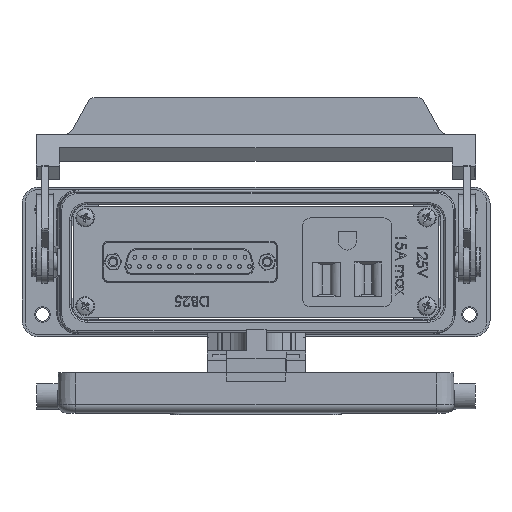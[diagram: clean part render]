
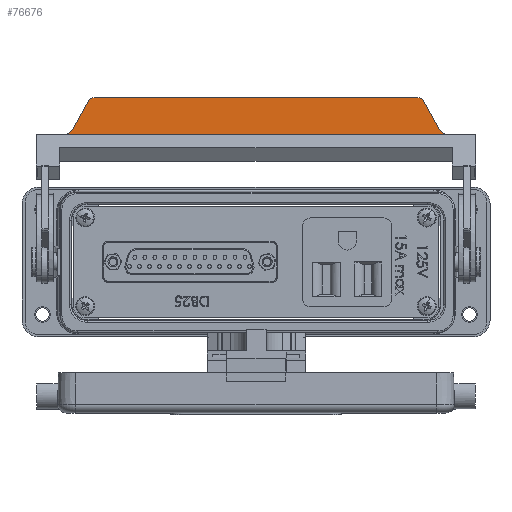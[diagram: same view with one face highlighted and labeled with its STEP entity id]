
A CAD part, top view. The second image highlights one B-rep face of the part: STEP entity #76676.
In plain terms, the highlighted planar face has unit normal (0, 0.017, 1).
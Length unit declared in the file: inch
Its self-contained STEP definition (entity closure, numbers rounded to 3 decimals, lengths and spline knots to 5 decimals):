
#1389 = VERTEX_POINT ( 'NONE', #62459 ) ;
#1569 = LINE ( 'NONE', #64504, #21370 ) ;
#3070 = CARTESIAN_POINT ( 'NONE',  ( -2.635, 1.53075, 1.39603 ) ) ;
#6442 = ORIENTED_EDGE ( 'NONE', *, *, #26879, .F. ) ;
#7501 = VECTOR ( 'NONE', #19063, 39.37008 ) ;
#8487 = VERTEX_POINT ( 'NONE', #39621 ) ;
#9565 = CARTESIAN_POINT ( 'NONE',  ( -2.0117, 1.92018, 1.38954 ) ) ;
#10102 = CARTESIAN_POINT ( 'NONE',  ( 1.925, 1.97231, 1.38867 ) ) ;
#10526 = DIRECTION ( 'NONE',  ( 0., -0.017, -1. ) ) ;
#10922 = ORIENTED_EDGE ( 'NONE', *, *, #26467, .T. ) ;
#11030 = ORIENTED_EDGE ( 'NONE', *, *, #31590, .T. ) ;
#11118 = ORIENTED_EDGE ( 'NONE', *, *, #55118, .T. ) ;
#11866 = AXIS2_PLACEMENT_3D ( 'NONE', #17680, #10526, #29023 ) ;
#13068 = CARTESIAN_POINT ( 'NONE',  ( -2.32269, 1.35803, 1.39891 ) ) ;
#17680 = CARTESIAN_POINT ( 'NONE',  ( -2.635, 1.53075, 1.39603 ) ) ;
#19063 = DIRECTION ( 'NONE',  ( 0.484, -0.875, 0.015 ) ) ;
#19309 = CARTESIAN_POINT ( 'NONE',  ( 1.08807, 3.58979, 1.36169 ) ) ;
#19347 = EDGE_CURVE ( 'NONE', #8487, #52557, #1569, .T. ) ;
#21370 = VECTOR ( 'NONE', #70056, 39.37008 ) ;
#23494 = LINE ( 'NONE', #13068, #32000 ) ;
#25590 = EDGE_CURVE ( 'NONE', #37537, #47431, #27646, .T. ) ;
#26467 = EDGE_CURVE ( 'NONE', #51632, #37537, #23494, .T. ) ;
#26879 = EDGE_CURVE ( 'NONE', #8487, #1389, #58182, .T. ) ;
#27646 =( BOUNDED_CURVE ( )  B_SPLINE_CURVE ( 3, ( #42670, #47981, #42930, #29730 ),
 .UNSPECIFIED., .F., .F. ) 
 B_SPLINE_CURVE_WITH_KNOTS ( ( 4, 4 ),
 ( 5.23404, 6.28319 ),
 .UNSPECIFIED. ) 
 CURVE ( )  GEOMETRIC_REPRESENTATION_ITEM ( )  RATIONAL_B_SPLINE_CURVE ( ( 1., 0.91, 0.91, 1. ) ) 
 REPRESENTATION_ITEM ( '' )  );
#28405 = CARTESIAN_POINT ( 'NONE',  ( -1.925, 1.97231, 1.38867 ) ) ;
#29023 = DIRECTION ( 'NONE',  ( 0., 1., -0.017 ) ) ;
#29024 = VECTOR ( 'NONE', #63041, 39.37008 ) ;
#29360 =( BOUNDED_CURVE ( )  B_SPLINE_CURVE ( 3, ( #74796, #44669, #50814, #55808 ),
 .UNSPECIFIED., .F., .F. ) 
 B_SPLINE_CURVE_WITH_KNOTS ( ( 4, 4 ),
 ( 5.23404, 6.28319 ),
 .UNSPECIFIED. ) 
 CURVE ( )  GEOMETRIC_REPRESENTATION_ITEM ( )  RATIONAL_B_SPLINE_CURVE ( ( 1., 0.91, 0.91, 1. ) ) 
 REPRESENTATION_ITEM ( '' )  );
#29730 = CARTESIAN_POINT ( 'NONE',  ( -2.285, 1.53075, 1.39603 ) ) ;
#31590 = EDGE_CURVE ( 'NONE', #47431, #48022, #39419, .T. ) ;
#32000 = VECTOR ( 'NONE', #60916, 39.37008 ) ;
#34517 = CARTESIAN_POINT ( 'NONE',  ( -1.96168, 1.97231, 1.38867 ) ) ;
#35639 = PLANE ( 'NONE',  #11866 ) ;
#37537 = VERTEX_POINT ( 'NONE', #61643 ) ;
#37623 = EDGE_CURVE ( 'NONE', #66083, #48022, #29360, .T. ) ;
#38942 =( BOUNDED_CURVE ( )  B_SPLINE_CURVE ( 3, ( #28405, #34517, #39533, #70700 ),
 .UNSPECIFIED., .F., .F. ) 
 B_SPLINE_CURVE_WITH_KNOTS ( ( 4, 4 ),
 ( 3.14159, 4.19074 ),
 .UNSPECIFIED. ) 
 CURVE ( )  GEOMETRIC_REPRESENTATION_ITEM ( )  RATIONAL_B_SPLINE_CURVE ( ( 1., 0.91, 0.91, 1. ) ) 
 REPRESENTATION_ITEM ( '' )  );
#39419 = LINE ( 'NONE', #3070, #29024 ) ;
#39533 = CARTESIAN_POINT ( 'NONE',  ( -1.99342, 1.95322, 1.38899 ) ) ;
#39621 = CARTESIAN_POINT ( 'NONE',  ( 1.925, 1.97231, 1.38867 ) ) ;
#41017 = ORIENTED_EDGE ( 'NONE', *, *, #25590, .T. ) ;
#42670 = CARTESIAN_POINT ( 'NONE',  ( -2.1983, 1.58288, 1.39516 ) ) ;
#42930 = CARTESIAN_POINT ( 'NONE',  ( -2.24832, 1.53075, 1.39603 ) ) ;
#43291 = FACE_OUTER_BOUND ( 'NONE', #64163, .T. ) ;
#44669 = CARTESIAN_POINT ( 'NONE',  ( 2.21658, 1.54984, 1.39572 ) ) ;
#45348 = ORIENTED_EDGE ( 'NONE', *, *, #19347, .T. ) ;
#46287 = CARTESIAN_POINT ( 'NONE',  ( 2.285, 1.53075, 1.39603 ) ) ;
#47431 = VERTEX_POINT ( 'NONE', #57336 ) ;
#47981 = CARTESIAN_POINT ( 'NONE',  ( -2.21658, 1.54984, 1.39572 ) ) ;
#48022 = VERTEX_POINT ( 'NONE', #46287 ) ;
#50073 = LINE ( 'NONE', #19309, #7501 ) ;
#50814 = CARTESIAN_POINT ( 'NONE',  ( 2.24832, 1.53075, 1.39603 ) ) ;
#51632 = VERTEX_POINT ( 'NONE', #9565 ) ;
#52557 = VERTEX_POINT ( 'NONE', #64315 ) ;
#52956 = CARTESIAN_POINT ( 'NONE',  ( 1.99342, 1.95322, 1.38899 ) ) ;
#53101 = ORIENTED_EDGE ( 'NONE', *, *, #76324, .F. ) ;
#55118 = EDGE_CURVE ( 'NONE', #52557, #51632, #38942, .T. ) ;
#55808 = CARTESIAN_POINT ( 'NONE',  ( 2.285, 1.53075, 1.39603 ) ) ;
#57336 = CARTESIAN_POINT ( 'NONE',  ( -2.285, 1.53075, 1.39603 ) ) ;
#58182 =( BOUNDED_CURVE ( )  B_SPLINE_CURVE ( 3, ( #10102, #70862, #52956, #59005 ),
 .UNSPECIFIED., .F., .F. ) 
 B_SPLINE_CURVE_WITH_KNOTS ( ( 4, 4 ),
 ( 3.14159, 4.19074 ),
 .UNSPECIFIED. ) 
 CURVE ( )  GEOMETRIC_REPRESENTATION_ITEM ( )  RATIONAL_B_SPLINE_CURVE ( ( 1., 0.91, 0.91, 1. ) ) 
 REPRESENTATION_ITEM ( '' )  );
#59005 = CARTESIAN_POINT ( 'NONE',  ( 2.0117, 1.92018, 1.38954 ) ) ;
#60916 = DIRECTION ( 'NONE',  ( -0.484, -0.875, 0.015 ) ) ;
#61643 = CARTESIAN_POINT ( 'NONE',  ( -2.1983, 1.58288, 1.39516 ) ) ;
#62459 = CARTESIAN_POINT ( 'NONE',  ( 2.0117, 1.92018, 1.38954 ) ) ;
#63041 = DIRECTION ( 'NONE',  ( 1., 0., 0. ) ) ;
#64163 = EDGE_LOOP ( 'NONE', ( #6442, #45348, #11118, #10922, #41017, #11030, #77425, #53101 ) ) ;
#64315 = CARTESIAN_POINT ( 'NONE',  ( -1.925, 1.97231, 1.38867 ) ) ;
#64504 = CARTESIAN_POINT ( 'NONE',  ( -2.635, 1.97231, 1.38867 ) ) ;
#66083 = VERTEX_POINT ( 'NONE', #73076 ) ;
#70056 = DIRECTION ( 'NONE',  ( -1., 0., 0. ) ) ;
#70700 = CARTESIAN_POINT ( 'NONE',  ( -2.0117, 1.92018, 1.38954 ) ) ;
#70862 = CARTESIAN_POINT ( 'NONE',  ( 1.96168, 1.97231, 1.38867 ) ) ;
#73076 = CARTESIAN_POINT ( 'NONE',  ( 2.1983, 1.58288, 1.39516 ) ) ;
#74796 = CARTESIAN_POINT ( 'NONE',  ( 2.1983, 1.58288, 1.39516 ) ) ;
#76324 = EDGE_CURVE ( 'NONE', #1389, #66083, #50073, .T. ) ;
#76676 = ADVANCED_FACE ( 'NONE', ( #43291 ), #35639, .F. ) ;
#77425 = ORIENTED_EDGE ( 'NONE', *, *, #37623, .F. ) ;
